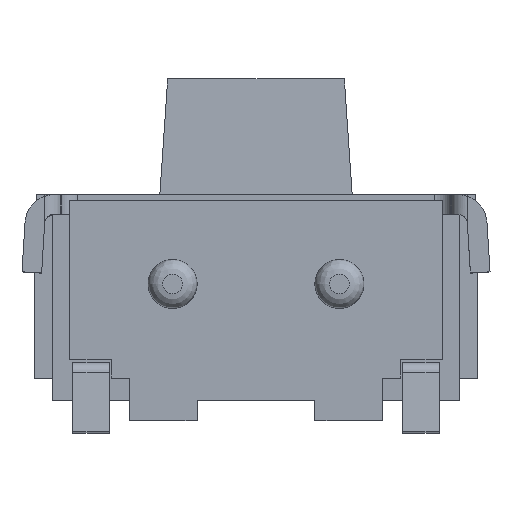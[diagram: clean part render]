
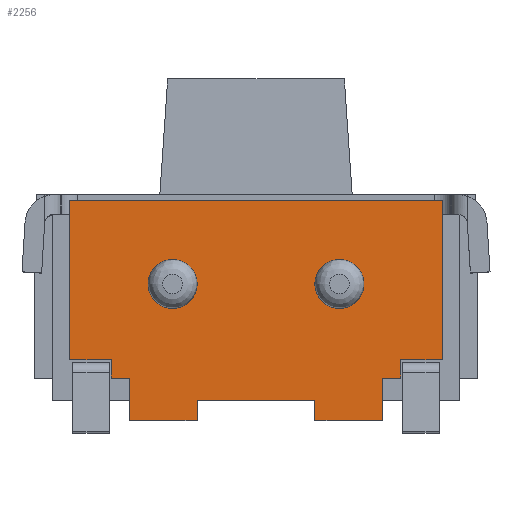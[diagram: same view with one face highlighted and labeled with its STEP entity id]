
A CAD part, top view. The second image highlights one B-rep face of the part: STEP entity #2256.
In plain terms, the highlighted planar face has unit normal (0, 0, 1).
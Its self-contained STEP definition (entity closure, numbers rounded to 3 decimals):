
#26=FACE_BOUND('',#332,.T.);
#27=FACE_BOUND('',#333,.T.);
#53=CIRCLE('',#2401,0.25);
#58=CIRCLE('',#2408,0.25);
#204=FACE_OUTER_BOUND('',#331,.T.);
#331=EDGE_LOOP('',(#1907,#1908,#1909,#1910,#1911,#1912,#1913,#1914,#1915,
#1916,#1917,#1918,#1919,#1920,#1921,#1922));
#332=EDGE_LOOP('',(#1923));
#333=EDGE_LOOP('',(#1924));
#496=LINE('',#3505,#764);
#499=LINE('',#3510,#767);
#502=LINE('',#3516,#770);
#550=LINE('',#3697,#818);
#552=LINE('',#3701,#820);
#554=LINE('',#3705,#822);
#556=LINE('',#3709,#824);
#558=LINE('',#3713,#826);
#560=LINE('',#3717,#828);
#564=LINE('',#3726,#832);
#567=LINE('',#3732,#835);
#570=LINE('',#3737,#838);
#572=LINE('',#3741,#840);
#574=LINE('',#3745,#842);
#576=LINE('',#3748,#844);
#577=LINE('',#3750,#845);
#764=VECTOR('',#2783,10.);
#767=VECTOR('',#2788,10.);
#770=VECTOR('',#2793,10.);
#818=VECTOR('',#2915,10.);
#820=VECTOR('',#2919,10.);
#822=VECTOR('',#2923,10.);
#824=VECTOR('',#2927,10.);
#826=VECTOR('',#2931,10.);
#828=VECTOR('',#2935,10.);
#832=VECTOR('',#2941,10.);
#835=VECTOR('',#2946,10.);
#838=VECTOR('',#2951,10.);
#840=VECTOR('',#2955,10.);
#842=VECTOR('',#2959,10.);
#844=VECTOR('',#2963,10.);
#845=VECTOR('',#2966,10.);
#1013=VERTEX_POINT('',#3502);
#1014=VERTEX_POINT('',#3504);
#1015=VERTEX_POINT('',#3508);
#1017=VERTEX_POINT('',#3514);
#1021=VERTEX_POINT('',#3552);
#1025=VERTEX_POINT('',#3591);
#1059=VERTEX_POINT('',#3696);
#1060=VERTEX_POINT('',#3700);
#1061=VERTEX_POINT('',#3704);
#1062=VERTEX_POINT('',#3708);
#1063=VERTEX_POINT('',#3712);
#1064=VERTEX_POINT('',#3716);
#1067=VERTEX_POINT('',#3723);
#1068=VERTEX_POINT('',#3725);
#1070=VERTEX_POINT('',#3731);
#1071=VERTEX_POINT('',#3736);
#1072=VERTEX_POINT('',#3740);
#1073=VERTEX_POINT('',#3744);
#1273=EDGE_CURVE('',#1014,#1013,#496,.T.);
#1276=EDGE_CURVE('',#1013,#1015,#499,.T.);
#1279=EDGE_CURVE('',#1015,#1017,#502,.T.);
#1285=EDGE_CURVE('',#1021,#1021,#53,.T.);
#1291=EDGE_CURVE('',#1025,#1025,#58,.T.);
#1341=EDGE_CURVE('',#1059,#1014,#550,.T.);
#1343=EDGE_CURVE('',#1060,#1059,#552,.T.);
#1345=EDGE_CURVE('',#1061,#1060,#554,.T.);
#1347=EDGE_CURVE('',#1062,#1061,#556,.T.);
#1349=EDGE_CURVE('',#1063,#1062,#558,.T.);
#1351=EDGE_CURVE('',#1064,#1063,#560,.T.);
#1355=EDGE_CURVE('',#1068,#1067,#564,.T.);
#1358=EDGE_CURVE('',#1070,#1068,#567,.T.);
#1361=EDGE_CURVE('',#1071,#1070,#570,.T.);
#1363=EDGE_CURVE('',#1072,#1071,#572,.T.);
#1365=EDGE_CURVE('',#1073,#1072,#574,.T.);
#1367=EDGE_CURVE('',#1017,#1073,#576,.T.);
#1368=EDGE_CURVE('',#1067,#1064,#577,.T.);
#1907=ORIENTED_EDGE('',*,*,#1279,.T.);
#1908=ORIENTED_EDGE('',*,*,#1367,.T.);
#1909=ORIENTED_EDGE('',*,*,#1365,.T.);
#1910=ORIENTED_EDGE('',*,*,#1363,.T.);
#1911=ORIENTED_EDGE('',*,*,#1361,.T.);
#1912=ORIENTED_EDGE('',*,*,#1358,.T.);
#1913=ORIENTED_EDGE('',*,*,#1355,.T.);
#1914=ORIENTED_EDGE('',*,*,#1368,.T.);
#1915=ORIENTED_EDGE('',*,*,#1351,.T.);
#1916=ORIENTED_EDGE('',*,*,#1349,.T.);
#1917=ORIENTED_EDGE('',*,*,#1347,.T.);
#1918=ORIENTED_EDGE('',*,*,#1345,.T.);
#1919=ORIENTED_EDGE('',*,*,#1343,.T.);
#1920=ORIENTED_EDGE('',*,*,#1341,.T.);
#1921=ORIENTED_EDGE('',*,*,#1273,.T.);
#1922=ORIENTED_EDGE('',*,*,#1276,.T.);
#1923=ORIENTED_EDGE('',*,*,#1285,.T.);
#1924=ORIENTED_EDGE('',*,*,#1291,.T.);
#2136=PLANE('',#2444);
#2256=ADVANCED_FACE('',(#204,#26,#27),#2136,.T.);
#2401=AXIS2_PLACEMENT_3D('',#3554,#2805,#2806);
#2408=AXIS2_PLACEMENT_3D('',#3593,#2820,#2821);
#2444=AXIS2_PLACEMENT_3D('',#3749,#2964,#2965);
#2783=DIRECTION('',(0.,1.,0.));
#2788=DIRECTION('',(-1.,0.,0.));
#2793=DIRECTION('',(0.,-1.,0.));
#2805=DIRECTION('center_axis',(0.,0.,-1.));
#2806=DIRECTION('ref_axis',(-1.,0.,0.));
#2820=DIRECTION('center_axis',(0.,0.,-1.));
#2821=DIRECTION('ref_axis',(-1.,0.,0.));
#2915=DIRECTION('',(1.,0.,0.));
#2919=DIRECTION('',(0.,1.,0.));
#2923=DIRECTION('',(1.,0.,0.));
#2927=DIRECTION('',(0.,1.,0.));
#2931=DIRECTION('',(1.,0.,0.));
#2935=DIRECTION('',(0.,-1.,0.));
#2941=DIRECTION('',(0.,1.,0.));
#2946=DIRECTION('',(1.,0.,0.));
#2951=DIRECTION('',(0.,-1.,0.));
#2955=DIRECTION('',(1.,0.,0.));
#2959=DIRECTION('',(0.,-1.,0.));
#2963=DIRECTION('',(1.,0.,0.));
#2964=DIRECTION('center_axis',(0.,0.,1.));
#2965=DIRECTION('ref_axis',(1.,0.,0.));
#2966=DIRECTION('',(1.,0.,0.));
#3502=CARTESIAN_POINT('',(-0.632,1.798,-1.74));
#3504=CARTESIAN_POINT('',(-0.632,0.176,-1.74));
#3505=CARTESIAN_POINT('',(-0.632,0.176,-1.74));
#3508=CARTESIAN_POINT('',(-4.425,1.798,-1.74));
#3510=CARTESIAN_POINT('',(-0.273,1.798,-1.74));
#3514=CARTESIAN_POINT('',(-4.425,0.176,-1.74));
#3516=CARTESIAN_POINT('',(-4.425,1.798,-1.74));
#3552=CARTESIAN_POINT('',(-1.428,0.948,-1.74));
#3554=CARTESIAN_POINT('Origin',(-1.678,0.948,-1.74));
#3591=CARTESIAN_POINT('',(-3.128,0.948,-1.74));
#3593=CARTESIAN_POINT('Origin',(-3.378,0.948,-1.74));
#3696=CARTESIAN_POINT('',(-1.052,0.176,-1.74));
#3697=CARTESIAN_POINT('',(-1.052,0.176,-1.74));
#3700=CARTESIAN_POINT('',(-1.052,-0.01,-1.74));
#3701=CARTESIAN_POINT('',(-1.052,1.798,-1.74));
#3704=CARTESIAN_POINT('',(-1.238,-0.01,-1.74));
#3705=CARTESIAN_POINT('',(-1.238,-0.01,-1.74));
#3708=CARTESIAN_POINT('',(-1.238,-0.441,-1.74));
#3709=CARTESIAN_POINT('',(-1.238,-0.441,-1.74));
#3712=CARTESIAN_POINT('',(-1.928,-0.441,-1.74));
#3713=CARTESIAN_POINT('',(-1.928,-0.441,-1.74));
#3716=CARTESIAN_POINT('',(-1.928,-0.241,-1.74));
#3717=CARTESIAN_POINT('',(-1.928,-0.241,-1.74));
#3723=CARTESIAN_POINT('',(-3.128,-0.241,-1.74));
#3725=CARTESIAN_POINT('',(-3.128,-0.441,-1.74));
#3726=CARTESIAN_POINT('',(-3.128,-0.441,-1.74));
#3731=CARTESIAN_POINT('',(-3.818,-0.441,-1.74));
#3732=CARTESIAN_POINT('',(-3.818,-0.441,-1.74));
#3736=CARTESIAN_POINT('',(-3.818,-0.01,-1.74));
#3737=CARTESIAN_POINT('',(-3.818,-0.01,-1.74));
#3740=CARTESIAN_POINT('',(-4.004,-0.01,-1.74));
#3741=CARTESIAN_POINT('',(-4.004,-0.01,-1.74));
#3744=CARTESIAN_POINT('',(-4.004,0.176,-1.74));
#3745=CARTESIAN_POINT('',(-4.004,1.798,-1.74));
#3748=CARTESIAN_POINT('',(-4.425,0.176,-1.74));
#3749=CARTESIAN_POINT('Origin',(-2.528,0.679,-1.74));
#3750=CARTESIAN_POINT('',(-4.603,-0.241,-1.74));
